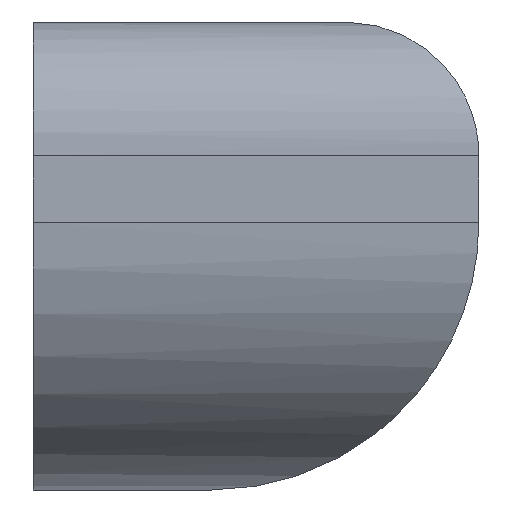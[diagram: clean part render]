
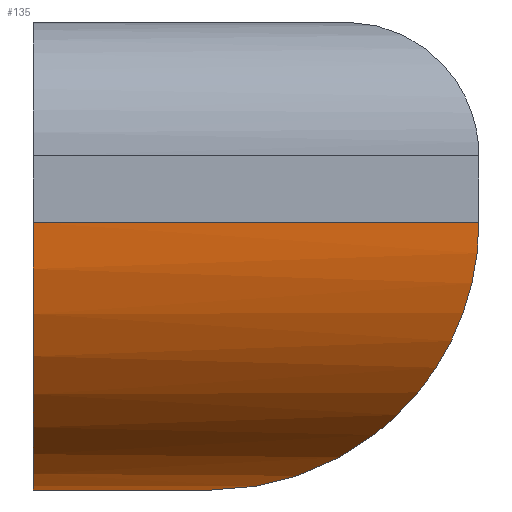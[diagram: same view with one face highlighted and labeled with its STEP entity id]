
A CAD part, left-side view. The second image highlights one B-rep face of the part: STEP entity #135.
In plain terms, the highlighted cylindrical face has radius 3 mm (diameter 6 mm), a partial arc.
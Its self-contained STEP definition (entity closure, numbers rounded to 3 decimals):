
#33 = VERTEX_POINT('',#34);
#34 = CARTESIAN_POINT('',(-10.,-12.5,3.1));
#42 = EDGE_CURVE('',#33,#43,#45,.T.);
#43 = VERTEX_POINT('',#44);
#44 = CARTESIAN_POINT('',(-7.,-12.5,0.1));
#45 = CIRCLE('',#46,3.);
#46 = AXIS2_PLACEMENT_3D('',#47,#48,#49);
#47 = CARTESIAN_POINT('',(-7.,-12.5,3.1));
#48 = DIRECTION('',(0.,-1.,0.));
#49 = DIRECTION('',(0.,0.,-1.));
#109 = VERTEX_POINT('',#110);
#110 = CARTESIAN_POINT('',(-10.,-17.5,3.1));
#118 = EDGE_CURVE('',#33,#109,#119,.T.);
#119 = LINE('',#120,#121);
#120 = CARTESIAN_POINT('',(-10.,-12.5,3.1));
#121 = VECTOR('',#122,1.);
#122 = DIRECTION('',(0.,-1.,0.));
#135 = ADVANCED_FACE('',(#136),#155,.T.);
#136 = FACE_BOUND('',#137,.T.);
#137 = EDGE_LOOP('',(#138,#139,#147,#154));
#138 = ORIENTED_EDGE('',*,*,#42,.T.);
#139 = ORIENTED_EDGE('',*,*,#140,.T.);
#140 = EDGE_CURVE('',#43,#141,#143,.T.);
#141 = VERTEX_POINT('',#142);
#142 = CARTESIAN_POINT('',(-7.,-14.5,0.1));
#143 = LINE('',#144,#145);
#144 = CARTESIAN_POINT('',(-7.,-12.5,0.1));
#145 = VECTOR('',#146,1.);
#146 = DIRECTION('',(0.,-1.,0.));
#147 = ORIENTED_EDGE('',*,*,#148,.F.);
#148 = EDGE_CURVE('',#109,#141,#149,.T.);
#149 = ELLIPSE('',#150,4.243,3.);
#150 = AXIS2_PLACEMENT_3D('',#151,#152,#153);
#151 = CARTESIAN_POINT('',(-7.,-14.5,3.1));
#152 = DIRECTION('',(0.707,-0.707,0.)
  );
#153 = DIRECTION('',(-0.707,-0.707,0.)
  );
#154 = ORIENTED_EDGE('',*,*,#118,.F.);
#155 = CYLINDRICAL_SURFACE('',#156,3.);
#156 = AXIS2_PLACEMENT_3D('',#157,#158,#159);
#157 = CARTESIAN_POINT('',(-7.,-12.5,3.1));
#158 = DIRECTION('',(0.,-1.,0.));
#159 = DIRECTION('',(-1.,0.,0.));
